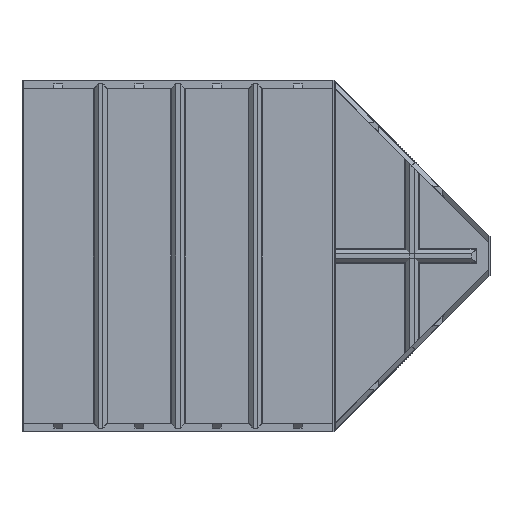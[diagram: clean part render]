
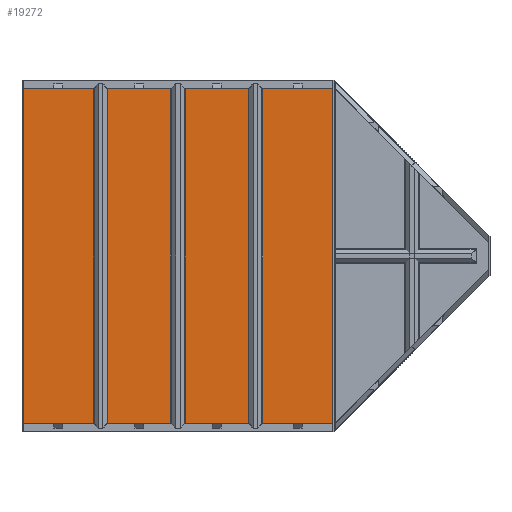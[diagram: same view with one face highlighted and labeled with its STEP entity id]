
A CAD part, front view. The second image highlights one B-rep face of the part: STEP entity #19272.
In plain terms, the highlighted planar face has unit normal (0, -1, 0).
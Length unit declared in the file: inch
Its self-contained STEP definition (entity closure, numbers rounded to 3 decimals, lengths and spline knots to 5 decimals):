
#173 = DIRECTION ( 'NONE',  ( 0., -1., 0. ) ) ;
#876 = ORIENTED_EDGE ( 'NONE', *, *, #4934, .F. ) ;
#923 = DIRECTION ( 'NONE',  ( -1., 0., 0. ) ) ;
#1890 = LINE ( 'NONE', #17251, #18823 ) ;
#2035 = DIRECTION ( 'NONE',  ( 0., 0., 1. ) ) ;
#2447 = ORIENTED_EDGE ( 'NONE', *, *, #8080, .F. ) ;
#3650 = DIRECTION ( 'NONE',  ( 0., 0., -1. ) ) ;
#4025 = AXIS2_PLACEMENT_3D ( 'NONE', #10288, #173, #3650 ) ;
#4934 = EDGE_CURVE ( 'NONE', #12575, #11757, #18832, .T. ) ;
#5142 = DIRECTION ( 'NONE',  ( 0., 0., -1. ) ) ;
#5774 = ORIENTED_EDGE ( 'NONE', *, *, #14404, .F. ) ;
#7863 = CARTESIAN_POINT ( 'NONE',  ( 0., -0.25, -38.65 ) ) ;
#7942 = CARTESIAN_POINT ( 'NONE',  ( -35.75, -0.25, -38.65 ) ) ;
#8080 = EDGE_CURVE ( 'NONE', #8099, #18360, #10074, .T. ) ;
#8099 = VERTEX_POINT ( 'NONE', #17144 ) ;
#8382 = DIRECTION ( 'NONE',  ( 1., 0., 0. ) ) ;
#8430 = CARTESIAN_POINT ( 'NONE',  ( -35.75, -0.25, 38.65 ) ) ;
#8600 = CARTESIAN_POINT ( 'NONE',  ( 35.75, -0.25, 0. ) ) ;
#9244 = FACE_OUTER_BOUND ( 'NONE', #21733, .T. ) ;
#10074 = LINE ( 'NONE', #8600, #17961 ) ;
#10288 = CARTESIAN_POINT ( 'NONE',  ( 0., -0.25, 0. ) ) ;
#10693 = CARTESIAN_POINT ( 'NONE',  ( 35.75, -0.25, -38.65 ) ) ;
#11757 = VERTEX_POINT ( 'NONE', #8430 ) ;
#12575 = VERTEX_POINT ( 'NONE', #7942 ) ;
#13631 = EDGE_CURVE ( 'NONE', #11757, #8099, #1890, .T. ) ;
#14307 = VECTOR ( 'NONE', #2035, 39.37008 ) ;
#14404 = EDGE_CURVE ( 'NONE', #18360, #12575, #16208, .T. ) ;
#14965 = VECTOR ( 'NONE', #923, 39.37008 ) ;
#15684 = PLANE ( 'NONE',  #4025 ) ;
#16208 = LINE ( 'NONE', #7863, #14965 ) ;
#17144 = CARTESIAN_POINT ( 'NONE',  ( 35.75, -0.25, 38.65 ) ) ;
#17251 = CARTESIAN_POINT ( 'NONE',  ( 0., -0.25, 38.65 ) ) ;
#17285 = ORIENTED_EDGE ( 'NONE', *, *, #13631, .F. ) ;
#17409 = CARTESIAN_POINT ( 'NONE',  ( -35.75, -0.25, 0. ) ) ;
#17961 = VECTOR ( 'NONE', #5142, 39.37008 ) ;
#18360 = VERTEX_POINT ( 'NONE', #10693 ) ;
#18823 = VECTOR ( 'NONE', #8382, 39.37008 ) ;
#18832 = LINE ( 'NONE', #17409, #14307 ) ;
#19272 = ADVANCED_FACE ( 'NONE', ( #9244 ), #15684, .T. ) ;
#21733 = EDGE_LOOP ( 'NONE', ( #2447, #17285, #876, #5774 ) ) ;
